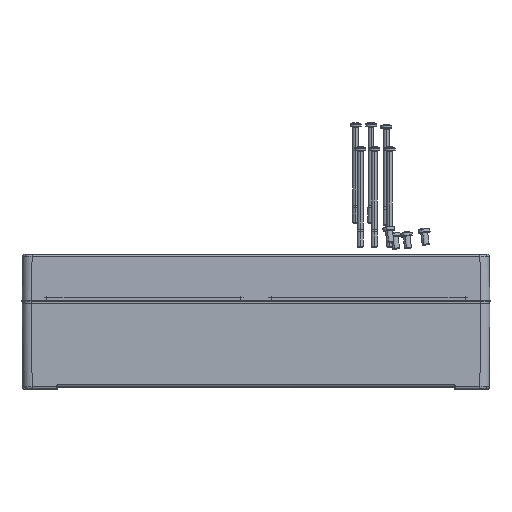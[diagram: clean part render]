
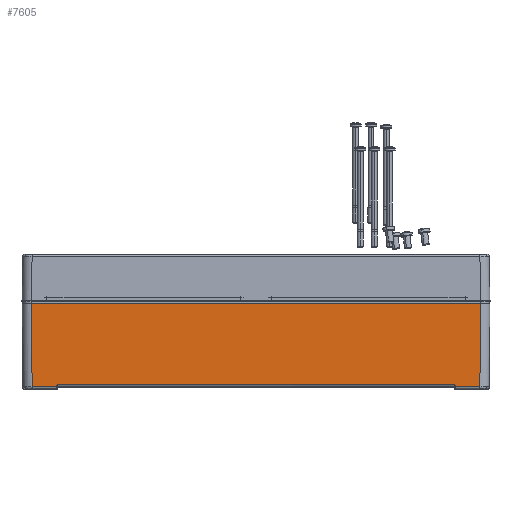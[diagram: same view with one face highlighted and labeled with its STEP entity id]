
A CAD part, top view. The second image highlights one B-rep face of the part: STEP entity #7605.
In plain terms, the highlighted planar face has unit normal (0, -0.009, 1).
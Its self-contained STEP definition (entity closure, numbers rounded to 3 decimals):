
#1014 = CARTESIAN_POINT ( 'NONE',  ( -127.378, -55.013, 114.53 ) ) ;
#1027 = CARTESIAN_POINT ( 'NONE',  ( 127.378, -55.013, 114.53 ) ) ;
#1095 = DIRECTION ( 'NONE',  ( 1., 0., 0. ) ) ;
#1096 = VECTOR ( 'NONE', #1095, 1000. ) ;
#1098 = CARTESIAN_POINT ( 'NONE',  ( 127.585, -55.786, 114.523 ) ) ;
#1099 = CARTESIAN_POINT ( 'NONE',  ( 127.583, -55.65, 114.524 ) ) ;
#1100 = CARTESIAN_POINT ( 'NONE',  ( 127.553, -55.52, 114.525 ) ) ;
#1101 = CARTESIAN_POINT ( 'NONE',  ( 127.475, -55.263, 114.527 ) ) ;
#1102 = CARTESIAN_POINT ( 'NONE',  ( 127.426, -55.138, 114.528 ) ) ;
#1103 = CARTESIAN_POINT ( 'NONE',  ( 127.378, -55.013, 114.53 ) ) ;
#1104 = CARTESIAN_POINT ( 'NONE',  ( -150., -55.013, 114.53 ) ) ;
#1105 = LINE ( 'NONE', #1104, #1096 ) ;
#1107 = B_SPLINE_CURVE_WITH_KNOTS ( 'NONE', 3,
 ( #1103, #1102, #1101, #1100, #1099, #1098 ),
 .UNSPECIFIED., .F., .F.,
 ( 4, 2, 4 ),
 ( 0., 0., 0.001 ),
 .UNSPECIFIED. ) ;
#1201 = DIRECTION ( 'NONE',  ( 0., -1., -0.009 ) ) ;
#1202 = DIRECTION ( 'NONE',  ( 0., -0.009, 1. ) ) ;
#1203 = CARTESIAN_POINT ( 'NONE',  ( -150., 0., 115. ) ) ;
#1204 = AXIS2_PLACEMENT_3D ( 'NONE', #1203, #1202, #1201 ) ;
#1205 = PLANE ( 'NONE',  #1204 ) ;
#1225 = FACE_OUTER_BOUND ( 'NONE', #7131, .T. ) ;
#2536 = CARTESIAN_POINT ( 'NONE',  ( 143.517, -56.513, 114.517 ) ) ;
#2609 = CARTESIAN_POINT ( 'NONE',  ( 127.591, -56.513, 114.517 ) ) ;
#2863 = CARTESIAN_POINT ( 'NONE',  ( 143.979, -2.514, 114.978 ) ) ;
#2864 = LINE ( 'NONE', #2863, #2905 ) ;
#2904 = DIRECTION ( 'NONE',  ( 0.009, 1., 0.009 ) ) ;
#2905 = VECTOR ( 'NONE', #2904, 1000. ) ;
#7035 = VERTEX_POINT ( 'NONE', #62182 ) ;
#7098 = ORIENTED_EDGE ( 'NONE', *, *, #7580, .T. ) ;
#7131 = EDGE_LOOP ( 'NONE', ( #7098, #7567, #8866, #7996, #7973, #7976, #7912, #9056, #43415, #43477 ) ) ;
#7565 = VERTEX_POINT ( 'NONE', #1014 ) ;
#7567 = ORIENTED_EDGE ( 'NONE', *, *, #7579, .T. ) ;
#7571 = VERTEX_POINT ( 'NONE', #1027 ) ;
#7579 = EDGE_CURVE ( 'NONE', #7571, #7035, #1107, .T. ) ;
#7580 = EDGE_CURVE ( 'NONE', #7565, #7571, #1105, .T. ) ;
#7605 = ADVANCED_FACE ( 'NONE', ( #1225 ), #1205, .T. ) ;
#7912 = ORIENTED_EDGE ( 'NONE', *, *, #9068, .T. ) ;
#7973 = ORIENTED_EDGE ( 'NONE', *, *, #8187, .T. ) ;
#7976 = ORIENTED_EDGE ( 'NONE', *, *, #55245, .T. ) ;
#7979 = VERTEX_POINT ( 'NONE', #2536 ) ;
#7996 = ORIENTED_EDGE ( 'NONE', *, *, #8667, .T. ) ;
#8009 = VERTEX_POINT ( 'NONE', #2609 ) ;
#8187 = EDGE_CURVE ( 'NONE', #7979, #53710, #2864, .T. ) ;
#8667 = EDGE_CURVE ( 'NONE', #8009, #7979, #9363, .T. ) ;
#8857 = EDGE_CURVE ( 'NONE', #7035, #8009, #10044, .T. ) ;
#8866 = ORIENTED_EDGE ( 'NONE', *, *, #8857, .T. ) ;
#9056 = ORIENTED_EDGE ( 'NONE', *, *, #43451, .T. ) ;
#9068 = EDGE_CURVE ( 'NONE', #55281, #57835, #10773, .T. ) ;
#9363 = LINE ( 'NONE', #9427, #9426 ) ;
#9425 = DIRECTION ( 'NONE',  ( 1., 0., 0. ) ) ;
#9426 = VECTOR ( 'NONE', #9425, 1000. ) ;
#9427 = CARTESIAN_POINT ( 'NONE',  ( -150., -56.513, 114.517 ) ) ;
#10040 = DIRECTION ( 'NONE',  ( 0.009, -1., -0.009 ) ) ;
#10041 = VECTOR ( 'NONE', #10040, 1000. ) ;
#10043 = CARTESIAN_POINT ( 'NONE',  ( 127.077, 2.418, 115.021 ) ) ;
#10044 = LINE ( 'NONE', #10043, #10041 ) ;
#10770 = DIRECTION ( 'NONE',  ( 0.009, -1., -0.009 ) ) ;
#10771 = VECTOR ( 'NONE', #10770, 1000. ) ;
#10772 = CARTESIAN_POINT ( 'NONE',  ( -144.001, 0.051, 115. ) ) ;
#10773 = LINE ( 'NONE', #10772, #10771 ) ;
#23225 = CARTESIAN_POINT ( 'NONE',  ( -127.585, -55.786, 114.523 ) ) ;
#23226 = B_SPLINE_CURVE_WITH_KNOTS ( 'NONE', 3,
 ( #23225, #23283, #23282, #23281, #23280, #23279 ),
 .UNSPECIFIED., .F., .F.,
 ( 4, 2, 4 ),
 ( 0., 0., 0.001 ),
 .UNSPECIFIED. ) ;
#23236 = CARTESIAN_POINT ( 'NONE',  ( -127.591, -56.513, 114.517 ) ) ;
#23259 = DIRECTION ( 'NONE',  ( 1., 0., 0. ) ) ;
#23260 = VECTOR ( 'NONE', #23259, 1000. ) ;
#23261 = CARTESIAN_POINT ( 'NONE',  ( -150., -56.513, 114.517 ) ) ;
#23262 = LINE ( 'NONE', #23261, #23260 ) ;
#23275 = DIRECTION ( 'NONE',  ( 0.009, 1., 0.009 ) ) ;
#23276 = VECTOR ( 'NONE', #23275, 1000. ) ;
#23277 = CARTESIAN_POINT ( 'NONE',  ( -127.578, -55.012, 114.53 ) ) ;
#23278 = LINE ( 'NONE', #23277, #23276 ) ;
#23279 = CARTESIAN_POINT ( 'NONE',  ( -127.378, -55.013, 114.53 ) ) ;
#23280 = CARTESIAN_POINT ( 'NONE',  ( -127.426, -55.137, 114.528 ) ) ;
#23281 = CARTESIAN_POINT ( 'NONE',  ( -127.475, -55.263, 114.527 ) ) ;
#23282 = CARTESIAN_POINT ( 'NONE',  ( -127.553, -55.52, 114.525 ) ) ;
#23283 = CARTESIAN_POINT ( 'NONE',  ( -127.583, -55.65, 114.524 ) ) ;
#23307 = CARTESIAN_POINT ( 'NONE',  ( -127.585, -55.786, 114.523 ) ) ;
#35218 = CARTESIAN_POINT ( 'NONE',  ( 143.975, -3., 114.974 ) ) ;
#39419 = DIRECTION ( 'NONE',  ( -1., 0., 0. ) ) ;
#39420 = VECTOR ( 'NONE', #39419, 1000. ) ;
#39421 = CARTESIAN_POINT ( 'NONE',  ( -150., -3., 114.974 ) ) ;
#39422 = LINE ( 'NONE', #39421, #39420 ) ;
#39574 = CARTESIAN_POINT ( 'NONE',  ( -143.975, -3., 114.974 ) ) ;
#43415 = ORIENTED_EDGE ( 'NONE', *, *, #43449, .T. ) ;
#43424 = VERTEX_POINT ( 'NONE', #23236 ) ;
#43444 = EDGE_CURVE ( 'NONE', #43624, #7565, #23226, .T. ) ;
#43449 = EDGE_CURVE ( 'NONE', #43424, #43624, #23278, .T. ) ;
#43451 = EDGE_CURVE ( 'NONE', #57835, #43424, #23262, .T. ) ;
#43477 = ORIENTED_EDGE ( 'NONE', *, *, #43444, .T. ) ;
#43624 = VERTEX_POINT ( 'NONE', #23307 ) ;
#46640 = CARTESIAN_POINT ( 'NONE',  ( -143.517, -56.513, 114.517 ) ) ;
#53710 = VERTEX_POINT ( 'NONE', #35218 ) ;
#55245 = EDGE_CURVE ( 'NONE', #53710, #55281, #39422, .T. ) ;
#55281 = VERTEX_POINT ( 'NONE', #39574 ) ;
#57835 = VERTEX_POINT ( 'NONE', #46640 ) ;
#62182 = CARTESIAN_POINT ( 'NONE',  ( 127.585, -55.786, 114.523 ) ) ;
